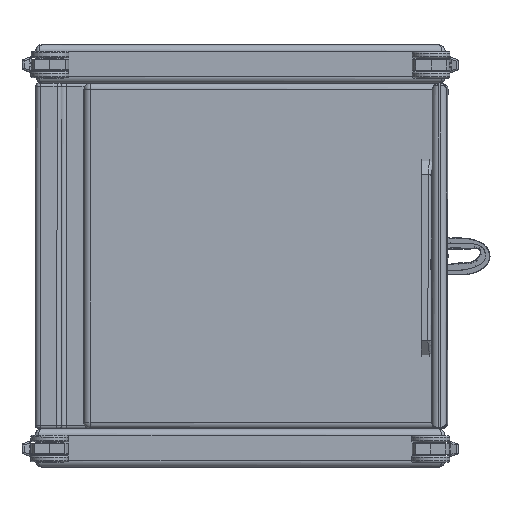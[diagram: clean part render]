
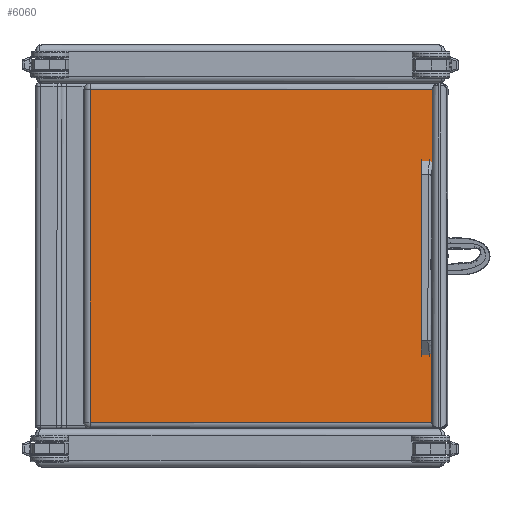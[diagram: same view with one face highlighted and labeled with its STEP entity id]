
A CAD part, front view. The second image highlights one B-rep face of the part: STEP entity #6060.
In plain terms, the highlighted face is planar.
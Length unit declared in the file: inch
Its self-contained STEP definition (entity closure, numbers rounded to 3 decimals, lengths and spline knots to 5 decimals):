
#270=B_SPLINE_CURVE_WITH_KNOTS('',3,(#11901,#11902,#11903,#11904,#11905,
#11906,#11907),.UNSPECIFIED.,.F.,.F.,(4,1,1,1,4),(0.00705,23.5929,
25.95149,28.31007,66.04744),.UNSPECIFIED.);
#460=PLANE('',#6833);
#667=LINE('',#11878,#1000);
#670=LINE('',#11897,#1003);
#671=LINE('',#11908,#1004);
#1000=VECTOR('',#8208,0.3937);
#1003=VECTOR('',#8235,0.3937);
#1004=VECTOR('',#8240,0.3937);
#1556=FACE_OUTER_BOUND('',#1986,.T.);
#1986=EDGE_LOOP('',(#4945,#4946,#4947,#4948));
#2916=VERTEX_POINT('',#11873);
#2917=VERTEX_POINT('',#11876);
#2921=VERTEX_POINT('',#11896);
#2922=VERTEX_POINT('',#11900);
#3631=EDGE_CURVE('',#2917,#2916,#667,.T.);
#3640=EDGE_CURVE('',#2916,#2921,#670,.T.);
#3642=EDGE_CURVE('',#2922,#2917,#270,.T.);
#3643=EDGE_CURVE('',#2921,#2922,#671,.T.);
#4945=ORIENTED_EDGE('',*,*,#3631,.F.);
#4946=ORIENTED_EDGE('',*,*,#3642,.F.);
#4947=ORIENTED_EDGE('',*,*,#3643,.F.);
#4948=ORIENTED_EDGE('',*,*,#3640,.F.);
#6060=ADVANCED_FACE('',(#1556),#460,.T.);
#6833=AXIS2_PLACEMENT_3D('',#11899,#8238,#8239);
#8208=DIRECTION('',(1.,0.,0.));
#8235=DIRECTION('',(0.,1.,0.));
#8238=DIRECTION('center_axis',(0.,0.,-1.));
#8239=DIRECTION('ref_axis',(-1.,0.,0.));
#8240=DIRECTION('',(-1.,0.,0.));
#11873=CARTESIAN_POINT('',(13.625,-12.875,-2.5));
#11876=CARTESIAN_POINT('',(-13.73644,-12.875,-2.5));
#11878=CARTESIAN_POINT('',(-7.0625,-12.875,-2.5));
#11896=CARTESIAN_POINT('',(13.625,13.125,-2.5));
#11897=CARTESIAN_POINT('',(13.625,-6.5625,-2.5));
#11899=CARTESIAN_POINT('Origin',(0.,0.,-2.5));
#11900=CARTESIAN_POINT('',(-13.73783,13.125,-2.5));
#11901=CARTESIAN_POINT('Ctrl Pts',(-13.73783,13.125,-2.5));
#11902=CARTESIAN_POINT('Ctrl Pts',(-13.72057,10.02979,-2.5));
#11903=CARTESIAN_POINT('Ctrl Pts',(-13.70576,6.62504,-2.5));
#11904=CARTESIAN_POINT('Ctrl Pts',(-13.69962,2.91073,-2.5));
#11905=CARTESIAN_POINT('Ctrl Pts',(-13.69192,-2.66073,
-2.5));
#11906=CARTESIAN_POINT('Ctrl Pts',(-13.70915,-7.92266,
-2.5));
#11907=CARTESIAN_POINT('Ctrl Pts',(-13.73644,-12.875,
-2.5));
#11908=CARTESIAN_POINT('',(7.0625,13.125,-2.5));
